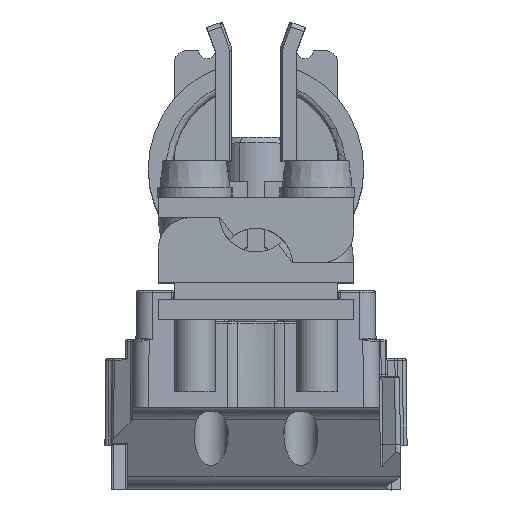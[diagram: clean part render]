
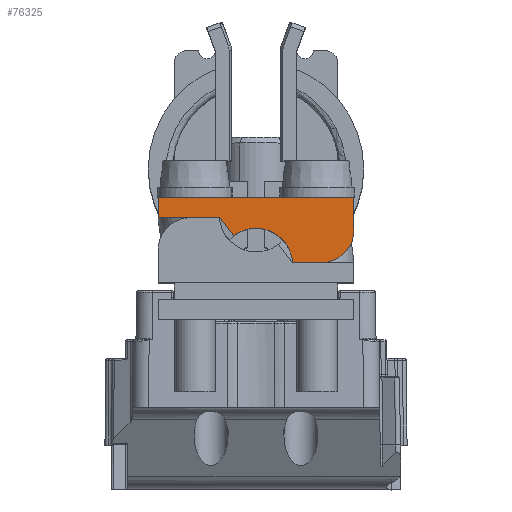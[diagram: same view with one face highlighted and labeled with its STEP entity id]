
A CAD part, top view. The second image highlights one B-rep face of the part: STEP entity #76325.
In plain terms, the highlighted planar face has unit normal (0, 0, 1).
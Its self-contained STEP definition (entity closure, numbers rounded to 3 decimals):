
#75457=DIRECTION('',(1.,0.,0.));
#75458=VECTOR('',#75457,24.);
#75459=CARTESIAN_POINT('',(-12.,0.,7.5));
#75460=LINE('',#75459,#75458);
#75640=DIRECTION('',(0.,1.,0.));
#75641=VECTOR('',#75640,2.5);
#75642=CARTESIAN_POINT('',(12.,0.,7.5));
#75643=LINE('',#75642,#75641);
#75676=CARTESIAN_POINT('',(-8.,4.,7.5));
#75677=DIRECTION('',(0.,0.,-1.));
#75678=DIRECTION('',(-1.,0.,0.));
#75679=AXIS2_PLACEMENT_3D('',#75676,#75677,#75678);
#75684=DIRECTION('',(1.,0.,0.));
#75685=VECTOR('',#75684,3.51);
#75686=CARTESIAN_POINT('',(-8.,8.,7.5));
#75687=LINE('',#75686,#75685);
#75691=CARTESIAN_POINT('',(0.,8.3,7.5));
#75692=DIRECTION('',(0.,0.,1.));
#75693=DIRECTION('',(-0.998,-0.067,0.));
#75694=AXIS2_PLACEMENT_3D('',#75691,#75692,#75693);
#75699=DIRECTION('',(0.609,-0.793,0.));
#75700=VECTOR('',#75699,2.811);
#75701=CARTESIAN_POINT('',(2.739,4.73,7.5));
#75702=LINE('',#75701,#75700);
#75706=DIRECTION('',(1.,0.,0.));
#75707=VECTOR('',#75706,7.55);
#75708=CARTESIAN_POINT('',(4.45,2.5,7.5));
#75709=LINE('',#75708,#75707);
#75713=DIRECTION('',(0.,1.,0.));
#75714=VECTOR('',#75713,4.);
#75715=CARTESIAN_POINT('',(-12.,0.,7.5));
#75716=LINE('',#75715,#75714);
#75985=CARTESIAN_POINT('',(-12.,0.,7.5));
#75987=VERTEX_POINT('',#75985);
#75988=CARTESIAN_POINT('',(12.,0.,7.5));
#75989=VERTEX_POINT('',#75988);
#76010=CARTESIAN_POINT('',(-12.,4.,7.5));
#76011=VERTEX_POINT('',#76010);
#76030=CARTESIAN_POINT('',(12.,2.5,7.5));
#76032=VERTEX_POINT('',#76030);
#76034=CARTESIAN_POINT('',(4.45,2.5,7.5));
#76036=VERTEX_POINT('',#76034);
#76040=CARTESIAN_POINT('',(2.739,4.73,7.5));
#76041=VERTEX_POINT('',#76040);
#76044=CARTESIAN_POINT('',(-8.,8.,7.5));
#76045=VERTEX_POINT('',#76044);
#76046=CARTESIAN_POINT('',(-4.49,8.,7.5));
#76047=VERTEX_POINT('',#76046);
#76307=CARTESIAN_POINT('',(-12.,0.,7.5));
#76308=DIRECTION('',(0.,0.,1.));
#76309=DIRECTION('',(1.,0.,0.));
#76310=AXIS2_PLACEMENT_3D('',#76307,#76308,#76309);
#76311=PLANE('',#76310);
#76313=ORIENTED_EDGE('',*,*,#76312,.T.);
#76315=ORIENTED_EDGE('',*,*,#76314,.T.);
#76317=ORIENTED_EDGE('',*,*,#76316,.T.);
#76318=ORIENTED_EDGE('',*,*,#76291,.T.);
#76319=ORIENTED_EDGE('',*,*,#76273,.T.);
#76320=ORIENTED_EDGE('',*,*,#76249,.F.);
#76321=ORIENTED_EDGE('',*,*,#76085,.F.);
#76322=ORIENTED_EDGE('',*,*,#76128,.T.);
#76323=EDGE_LOOP('',(#76313,#76315,#76317,#76318,#76319,#76320,#76321,#76322));
#76324=FACE_OUTER_BOUND('',#76323,.F.);
#75680=CIRCLE('',#75679,4.);
#75695=CIRCLE('',#75694,4.5);
#76085=EDGE_CURVE('',#75987,#75989,#75460,.T.);
#76128=EDGE_CURVE('',#75987,#76011,#75716,.T.);
#76249=EDGE_CURVE('',#75989,#76032,#75643,.T.);
#76273=EDGE_CURVE('',#76036,#76032,#75709,.T.);
#76291=EDGE_CURVE('',#76041,#76036,#75702,.T.);
#76312=EDGE_CURVE('',#76011,#76045,#75680,.T.);
#76314=EDGE_CURVE('',#76045,#76047,#75687,.T.);
#76316=EDGE_CURVE('',#76047,#76041,#75695,.T.);
#76325=ADVANCED_FACE('',(#76324),#76311,.T.);
